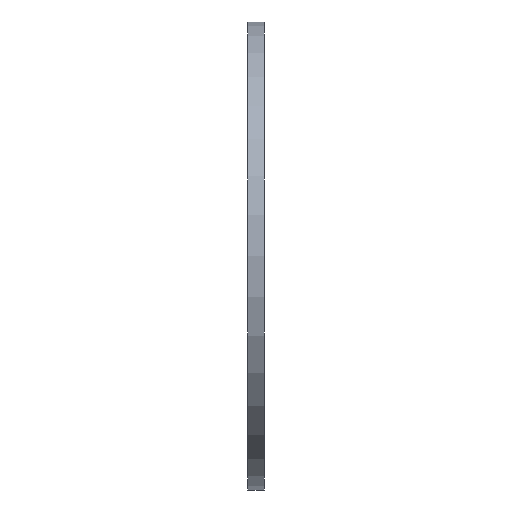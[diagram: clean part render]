
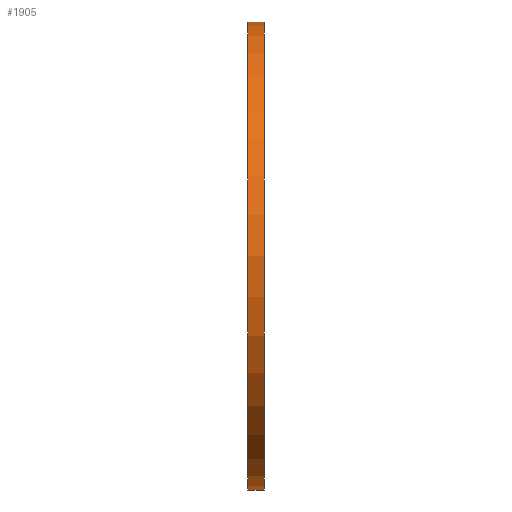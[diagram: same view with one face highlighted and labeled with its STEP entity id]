
A CAD part, left-side view. The second image highlights one B-rep face of the part: STEP entity #1905.
In plain terms, the highlighted cylindrical face has radius 175 mm (diameter 350 mm), a partial arc.
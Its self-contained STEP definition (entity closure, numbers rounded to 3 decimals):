
#27 = ORIENTED_EDGE ( 'NONE', *, *, #439, .F. ) ;
#43 = ORIENTED_EDGE ( 'NONE', *, *, #714, .T. ) ;
#98 = LINE ( 'NONE', #258, #1952 ) ;
#103 = VERTEX_POINT ( 'NONE', #1758 ) ;
#181 = EDGE_CURVE ( 'NONE', #1236, #103, #98, .T. ) ;
#214 = CARTESIAN_POINT ( 'NONE',  ( 0., 12., 0. ) ) ;
#225 = CARTESIAN_POINT ( 'NONE',  ( 0., 12., 175. ) ) ;
#258 = CARTESIAN_POINT ( 'NONE',  ( 0., 12., -175. ) ) ;
#264 = CIRCLE ( 'NONE', #1715, 175. ) ;
#305 = DIRECTION ( 'NONE',  ( 0., 1., 0. ) ) ;
#401 = FACE_OUTER_BOUND ( 'NONE', #418, .T. ) ;
#418 = EDGE_LOOP ( 'NONE', ( #586, #27, #594, #43 ) ) ;
#439 = EDGE_CURVE ( 'NONE', #1236, #790, #857, .T. ) ;
#586 = ORIENTED_EDGE ( 'NONE', *, *, #675, .F. ) ;
#594 = ORIENTED_EDGE ( 'NONE', *, *, #181, .T. ) ;
#608 = CARTESIAN_POINT ( 'NONE',  ( 0., 12., 0. ) ) ;
#631 = CARTESIAN_POINT ( 'NONE',  ( 0., 0., 0. ) ) ;
#675 = EDGE_CURVE ( 'NONE', #790, #1993, #731, .T. ) ;
#714 = EDGE_CURVE ( 'NONE', #103, #1993, #264, .T. ) ;
#720 = AXIS2_PLACEMENT_3D ( 'NONE', #214, #882, #1526 ) ;
#731 = LINE ( 'NONE', #225, #1571 ) ;
#781 = CARTESIAN_POINT ( 'NONE',  ( 0., 12., 175. ) ) ;
#790 = VERTEX_POINT ( 'NONE', #781 ) ;
#857 = CIRCLE ( 'NONE', #720, 175. ) ;
#882 = DIRECTION ( 'NONE',  ( 0., 1., 0. ) ) ;
#1158 = DIRECTION ( 'NONE',  ( 0., 0., 1. ) ) ;
#1236 = VERTEX_POINT ( 'NONE', #1479 ) ;
#1274 = DIRECTION ( 'NONE',  ( 0., -1., 0. ) ) ;
#1283 = CYLINDRICAL_SURFACE ( 'NONE', #1859, 175. ) ;
#1479 = CARTESIAN_POINT ( 'NONE',  ( 0., 12., -175. ) ) ;
#1526 = DIRECTION ( 'NONE',  ( 0., 0., 1. ) ) ;
#1571 = VECTOR ( 'NONE', #1945, 1000. ) ;
#1620 = DIRECTION ( 'NONE',  ( 0., -1., 0. ) ) ;
#1693 = CARTESIAN_POINT ( 'NONE',  ( 0., 0., 175. ) ) ;
#1715 = AXIS2_PLACEMENT_3D ( 'NONE', #631, #305, #1158 ) ;
#1758 = CARTESIAN_POINT ( 'NONE',  ( 0., 0., -175. ) ) ;
#1800 = DIRECTION ( 'NONE',  ( 0., 0., -1. ) ) ;
#1859 = AXIS2_PLACEMENT_3D ( 'NONE', #608, #1620, #1800 ) ;
#1905 = ADVANCED_FACE ( 'NONE', ( #401 ), #1283, .T. ) ;
#1945 = DIRECTION ( 'NONE',  ( 0., -1., 0. ) ) ;
#1952 = VECTOR ( 'NONE', #1274, 1000. ) ;
#1993 = VERTEX_POINT ( 'NONE', #1693 ) ;
